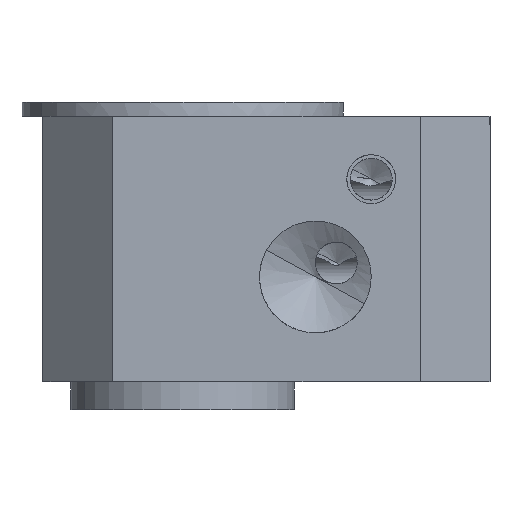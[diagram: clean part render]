
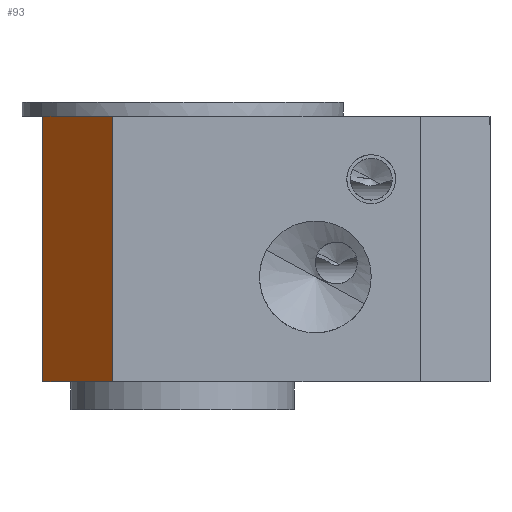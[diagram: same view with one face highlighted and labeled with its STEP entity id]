
A CAD part, left-side view. The second image highlights one B-rep face of the part: STEP entity #93.
In plain terms, the highlighted planar face has unit normal (-0.707, 0.707, 0).
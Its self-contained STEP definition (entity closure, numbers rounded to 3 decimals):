
#93 = ADVANCED_FACE ( 'NONE', ( #2225 ), #5133, .T. ) ;
#261 = LINE ( 'NONE', #3117, #5262 ) ;
#350 = DIRECTION ( 'NONE',  ( -0.707, 0.707, 0. ) ) ;
#408 = DIRECTION ( 'NONE',  ( 0., 0., 1. ) ) ;
#491 = CARTESIAN_POINT ( 'NONE',  ( -60.331, 10., 0. ) ) ;
#848 = EDGE_CURVE ( 'NONE', #1301, #4881, #2938, .T. ) ;
#1301 = VERTEX_POINT ( 'NONE', #2326 ) ;
#1319 = EDGE_CURVE ( 'NONE', #2778, #3321, #3746, .T. ) ;
#1344 = VECTOR ( 'NONE', #2717, 1000. ) ;
#1576 = ORIENTED_EDGE ( 'NONE', *, *, #6213, .T. ) ;
#1768 = CARTESIAN_POINT ( 'NONE',  ( -65.331, 5., 9.5 ) ) ;
#2117 = CARTESIAN_POINT ( 'NONE',  ( -65.331, 5., -9.5 ) ) ;
#2225 = FACE_OUTER_BOUND ( 'NONE', #4495, .T. ) ;
#2285 = ORIENTED_EDGE ( 'NONE', *, *, #1319, .T. ) ;
#2326 = CARTESIAN_POINT ( 'NONE',  ( -60.331, 10., -9.5 ) ) ;
#2638 = DIRECTION ( 'NONE',  ( 0., 0., 1. ) ) ;
#2717 = DIRECTION ( 'NONE',  ( -0.707, -0.707, 0. ) ) ;
#2778 = VERTEX_POINT ( 'NONE', #2117 ) ;
#2938 = LINE ( 'NONE', #491, #4473 ) ;
#3117 = CARTESIAN_POINT ( 'NONE',  ( -62.831, 7.5, 9.5 ) ) ;
#3253 = LINE ( 'NONE', #5179, #1344 ) ;
#3321 = VERTEX_POINT ( 'NONE', #1768 ) ;
#3654 = CARTESIAN_POINT ( 'NONE',  ( -60.331, 10., 13.3 ) ) ;
#3746 = LINE ( 'NONE', #6018, #4286 ) ;
#4237 = ORIENTED_EDGE ( 'NONE', *, *, #4858, .T. ) ;
#4286 = VECTOR ( 'NONE', #2638, 1000. ) ;
#4321 = ORIENTED_EDGE ( 'NONE', *, *, #848, .F. ) ;
#4473 = VECTOR ( 'NONE', #4779, 1000. ) ;
#4495 = EDGE_LOOP ( 'NONE', ( #1576, #4321, #4237, #2285 ) ) ;
#4546 = DIRECTION ( 'NONE',  ( 0.707, 0.707, 0. ) ) ;
#4627 = CARTESIAN_POINT ( 'NONE',  ( -60.331, 10., 9.5 ) ) ;
#4779 = DIRECTION ( 'NONE',  ( 0., 0., 1. ) ) ;
#4858 = EDGE_CURVE ( 'NONE', #1301, #2778, #3253, .T. ) ;
#4881 = VERTEX_POINT ( 'NONE', #4627 ) ;
#5133 = PLANE ( 'NONE',  #5773 ) ;
#5179 = CARTESIAN_POINT ( 'NONE',  ( -62.831, 7.5, -9.5 ) ) ;
#5262 = VECTOR ( 'NONE', #4546, 1000. ) ;
#5773 = AXIS2_PLACEMENT_3D ( 'NONE', #3654, #350, #408 ) ;
#6018 = CARTESIAN_POINT ( 'NONE',  ( -65.331, 5., 0. ) ) ;
#6213 = EDGE_CURVE ( 'NONE', #3321, #4881, #261, .T. ) ;
